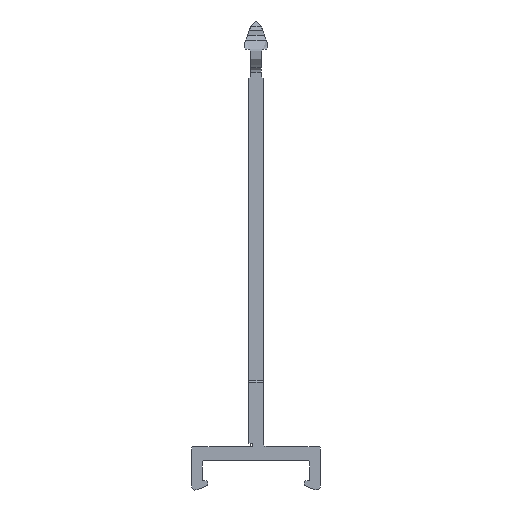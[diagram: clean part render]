
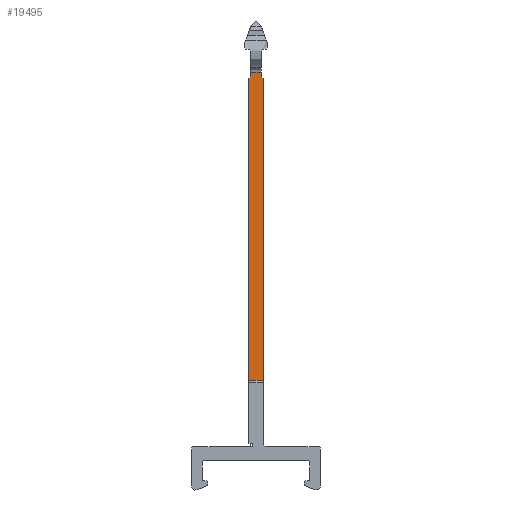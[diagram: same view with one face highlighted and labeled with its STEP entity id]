
A CAD part, left-side view. The second image highlights one B-rep face of the part: STEP entity #19495.
In plain terms, the highlighted planar face has unit normal (-1, 0, 0).
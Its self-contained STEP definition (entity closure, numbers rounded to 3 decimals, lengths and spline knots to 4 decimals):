
#168 = LINE ( 'NONE', #1169, #171 ) ;
#170 = LINE ( 'NONE', #1172, #174 ) ;
#171 = VECTOR ( 'NONE', #1170, 39.3701 ) ;
#174 = VECTOR ( 'NONE', #1171, 39.3701 ) ;
#175 = LINE ( 'NONE', #1178, #177 ) ;
#177 = VECTOR ( 'NONE', #1176, 39.3701 ) ;
#1169 = CARTESIAN_POINT ( 'NONE',  ( 0.156, 0.03, 2.245 ) ) ;
#1170 = DIRECTION ( 'NONE',  ( 0., 0., -1. ) ) ;
#1171 = DIRECTION ( 'NONE',  ( 0., -1., 0. ) ) ;
#1172 = CARTESIAN_POINT ( 'NONE',  ( 0.156, 0.6215, 2.271 ) ) ;
#1176 = DIRECTION ( 'NONE',  ( 0., 1., 0. ) ) ;
#1178 = CARTESIAN_POINT ( 'NONE',  ( 0.156, 0.6215, 0.467 ) ) ;
#2862 = LINE ( 'NONE', #7599, #2865 ) ;
#2865 = VECTOR ( 'NONE', #7602, 39.3701 ) ;
#4496 = VERTEX_POINT ( 'NONE', #83504 ) ;
#4510 = VERTEX_POINT ( 'NONE', #83518 ) ;
#4512 = VERTEX_POINT ( 'NONE', #83520 ) ;
#4515 = VERTEX_POINT ( 'NONE', #83523 ) ;
#4667 = VERTEX_POINT ( 'NONE', #83675 ) ;
#7599 = CARTESIAN_POINT ( 'NONE',  ( 0.156, -0.03, 2.245 ) ) ;
#7602 = DIRECTION ( 'NONE',  ( 0., 0.755, 0.656 ) ) ;
#12670 = AXIS2_PLACEMENT_3D ( 'NONE', #74402, #74421, #74423 ) ;
#14251 = EDGE_CURVE ( 'NONE', #66246, #66245, #74844, .T. ) ;
#19495 = ADVANCED_FACE ( 'NONE', ( #70327 ), #74417, .F. ) ;
#20754 = EDGE_CURVE ( 'NONE', #41107, #4512, #86969, .T. ) ;
#21565 = EDGE_CURVE ( 'NONE', #4667, #4496, #87835, .T. ) ;
#21573 = EDGE_CURVE ( 'NONE', #4667, #4515, #87841, .T. ) ;
#21815 = CARTESIAN_POINT ( 'NONE',  ( 0.156, -0.0415, 2.235 ) ) ;
#27852 = EDGE_CURVE ( 'NONE', #4510, #4496, #168, .T. ) ;
#27856 = EDGE_CURVE ( 'NONE', #4510, #66246, #170, .T. ) ;
#27861 = EDGE_CURVE ( 'NONE', #4512, #4515, #175, .T. ) ;
#29363 = EDGE_CURVE ( 'NONE', #41107, #66245, #2862, .T. ) ;
#35316 = EDGE_LOOP ( 'NONE', ( #38078, #38079, #38080, #38081, #38082, #38083, #38084, #38085 ) ) ;
#38078 = ORIENTED_EDGE ( 'NONE', *, *, #29363, .T. ) ;
#38079 = ORIENTED_EDGE ( 'NONE', *, *, #14251, .F. ) ;
#38080 = ORIENTED_EDGE ( 'NONE', *, *, #27856, .F. ) ;
#38081 = ORIENTED_EDGE ( 'NONE', *, *, #27852, .T. ) ;
#38082 = ORIENTED_EDGE ( 'NONE', *, *, #21565, .F. ) ;
#38083 = ORIENTED_EDGE ( 'NONE', *, *, #21573, .T. ) ;
#38084 = ORIENTED_EDGE ( 'NONE', *, *, #27861, .F. ) ;
#38085 = ORIENTED_EDGE ( 'NONE', *, *, #20754, .F. ) ;
#41107 = VERTEX_POINT ( 'NONE', #21815 ) ;
#66245 = VERTEX_POINT ( 'NONE', #77540 ) ;
#66246 = VERTEX_POINT ( 'NONE', #77541 ) ;
#69125 = CARTESIAN_POINT ( 'NONE',  ( 0.156, -0.03, 2.245 ) ) ;
#69127 = DIRECTION ( 'NONE',  ( 0., 0., -1. ) ) ;
#70327 = FACE_OUTER_BOUND ( 'NONE', #35316, .T. ) ;
#74402 = CARTESIAN_POINT ( 'NONE',  ( 0.156, 0.6215, 0.467 ) ) ;
#74417 = PLANE ( 'NONE',  #12670 ) ;
#74421 = DIRECTION ( 'NONE',  ( 1., 0., 0. ) ) ;
#74423 = DIRECTION ( 'NONE',  ( 0., 0., -1. ) ) ;
#74844 = LINE ( 'NONE', #69125, #74846 ) ;
#74846 = VECTOR ( 'NONE', #69127, 39.3701 ) ;
#77540 = CARTESIAN_POINT ( 'NONE',  ( 0.156, -0.03, 2.245 ) ) ;
#77541 = CARTESIAN_POINT ( 'NONE',  ( 0.156, -0.03, 2.271 ) ) ;
#83504 = CARTESIAN_POINT ( 'NONE',  ( 0.156, 0.03, 2.245 ) ) ;
#83518 = CARTESIAN_POINT ( 'NONE',  ( 0.156, 0.03, 2.271 ) ) ;
#83520 = CARTESIAN_POINT ( 'NONE',  ( 0.156, -0.0415, 0.467 ) ) ;
#83523 = CARTESIAN_POINT ( 'NONE',  ( 0.156, 0.0415, 0.467 ) ) ;
#83675 = CARTESIAN_POINT ( 'NONE',  ( 0.156, 0.0415, 2.235 ) ) ;
#85874 = CARTESIAN_POINT ( 'NONE',  ( 0.156, -0.0415, 0.1 ) ) ;
#85876 = DIRECTION ( 'NONE',  ( 0., 0., -1. ) ) ;
#86969 = LINE ( 'NONE', #85874, #86972 ) ;
#86972 = VECTOR ( 'NONE', #85876, 39.3701 ) ;
#87835 = LINE ( 'NONE', #88705, #87840 ) ;
#87840 = VECTOR ( 'NONE', #88710, 39.3701 ) ;
#87841 = LINE ( 'NONE', #88713, #87844 ) ;
#87844 = VECTOR ( 'NONE', #88715, 39.3701 ) ;
#88705 = CARTESIAN_POINT ( 'NONE',  ( 0.156, 0.0415, 2.235 ) ) ;
#88710 = DIRECTION ( 'NONE',  ( 0., -0.755, 0.656 ) ) ;
#88713 = CARTESIAN_POINT ( 'NONE',  ( 0.156, 0.0415, 0.467 ) ) ;
#88715 = DIRECTION ( 'NONE',  ( 0., 0., -1. ) ) ;
